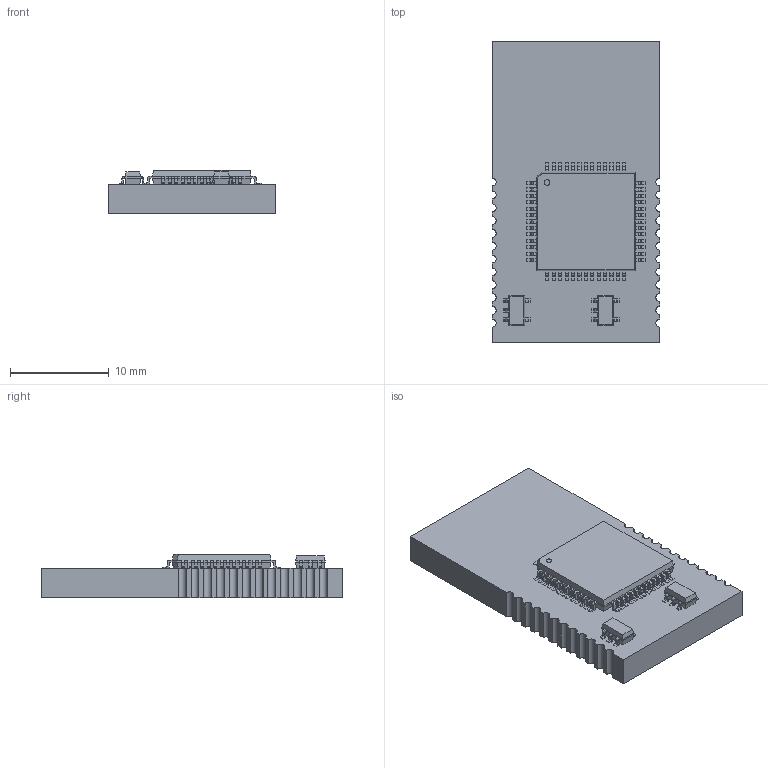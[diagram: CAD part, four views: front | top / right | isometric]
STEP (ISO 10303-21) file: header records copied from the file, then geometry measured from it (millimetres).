
FILE_DESCRIPTION(('FreeCAD Model'),'2;1');
FILE_NAME('XS3868.stp', '2017-11-12T13:27:02',('Author'),(''), 'Open CASCADE STEP processor 6.8','FreeCAD','Unknown');
FILE_SCHEMA(('AUTOMOTIVE_DESIGN_CC2 { 1 2 10303 214 -1 1 5 4 }'));
Length unit declared in the file: millimetre
Products named in the file (5): ASSEMBLY; Cut; Fusion002; Fusion003; Fusion001
Assembly tree (4 placements, depth 2):
  ASSEMBLY
    Cut
    Fusion002
    Fusion003
    Fusion001
Bounding box: 17 x 30.6 x 4.4 mm (x, y, z)
Volume: 1697.7 mm3; surface area: 1733.5 mm2
Topology: 4 solids, 4 shells, 1013 faces, 2758 edges, 1754 vertices
Faces by surface type: plane 738, cylinder 273, bspline 2
Full cylindrical faces by diameter (mm): 0.577 x1
Entity records: 74873 total; most frequent: CARTESIAN_POINT 12960, DIRECTION 10383, LINE 6958, VECTOR 6958, ORIENTED_EDGE 5516, PCURVE 5516, DEFINITIONAL_REPRESENTATION 5516, EDGE_CURVE 2758
